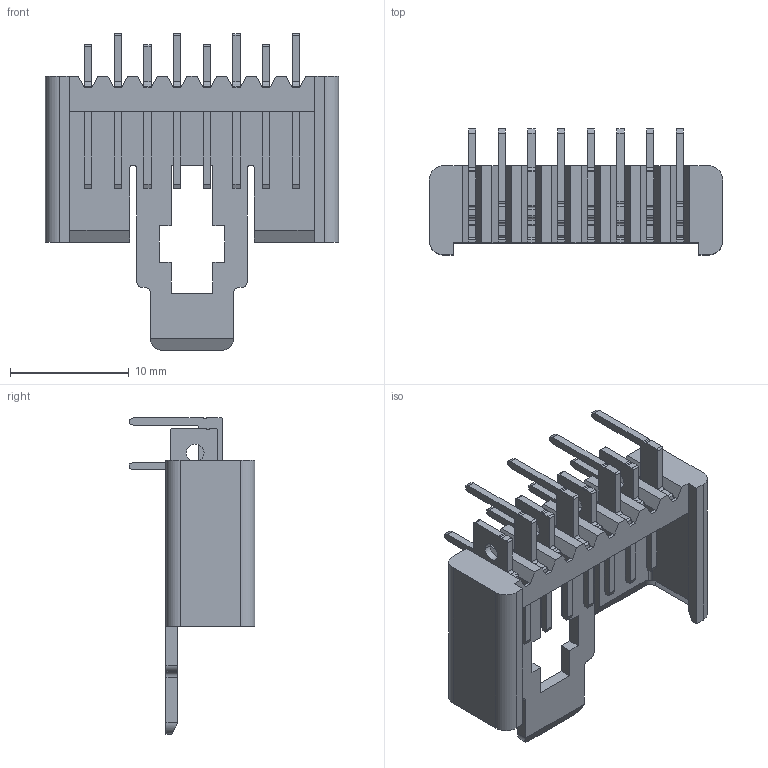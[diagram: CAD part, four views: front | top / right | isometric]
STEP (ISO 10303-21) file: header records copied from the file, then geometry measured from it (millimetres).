
FILE_DESCRIPTION( ('This file contains a STEP AP42 implementation' ,'as created by ZW3D STEP Interface translator.') ,'2;1' );
FILE_NAME( 'WF2512-WRXXGA4.stp' ,'23 426.101025', (''), ('ZWCAD Software Co.'), 'Version 1.0', 'ZW3D to STEP translator', '' );
FILE_SCHEMA(('AUTOMOTIVE_DESIGN { 1 0 10303 214 1 1 1 1 }'));
Length unit declared in the file: millimetre
Products named in the file (2): 0; WF2512-WRXXGA4
Bounding box: 24.7 x 10.6 x 26.67 mm (x, y, z)
Volume: 928.7 mm3; surface area: 2184 mm2
Topology: 1 solids, 1 shells, 537 faces, 1689 edges, 1114 vertices
Faces by surface type: plane 389, cylinder 148
Entity records: 19345 total; most frequent: CARTESIAN_POINT 3443, ORIENTED_EDGE 3378, DIRECTION 3029, EDGE_CURVE 1689, VECTOR 1389, LINE 1389, VERTEX_POINT 1114, AXIS2_PLACEMENT_3D 820
